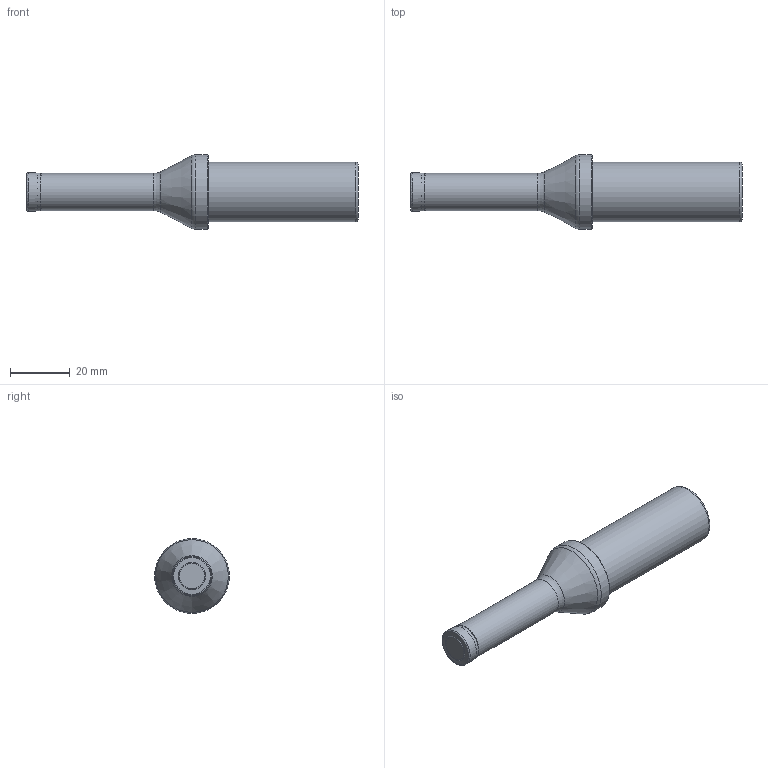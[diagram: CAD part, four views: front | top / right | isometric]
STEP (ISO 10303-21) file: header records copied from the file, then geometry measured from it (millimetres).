
FILE_DESCRIPTION(/* description */ (''),/* implementation_level */ '2;1');
FILE_NAME(/* name */ 'ATUM 13XD3 SPGT 050204_light.stp',/* time_stamp */ '2023-10-02T15:12:35+03:00',/* author */ (''),/* organization */ (''),/* preprocessor_version */ 'ST-DEVELOPER v19.4',/* originating_system */ 'SIEMENS PLM Software NX2306.3001',/* authorisation */ '');
FILE_SCHEMA (('AUTOMOTIVE_DESIGN { 1 0 10303 214 3 1 1 1 }'));
Length unit declared in the file: millimetre
Products named in the file (1): ATUM 13XD3 SPGT 050204_STEP
Bounding box: 111 x 25 x 25 mm (x, y, z)
Volume: 27340.4 mm3; surface area: 6986.8 mm2
Topology: 2 solids, 2 shells, 19 faces, 36 edges, 22 vertices
Faces by surface type: plane 5, revolution 5, torus 4, cylinder 3, cone 2
Full cylindrical faces by diameter (mm): 12.4 x1, 20 x1, 25 x1
Entity records: 420 total; most frequent: CARTESIAN_POINT 77, DIRECTION 71, EDGE_LOOP 34, ORIENTED_EDGE 34, AXIS2_PLACEMENT_3D 32, FACE_BOUND 30, ADVANCED_FACE 19, VERTEX_POINT 17
